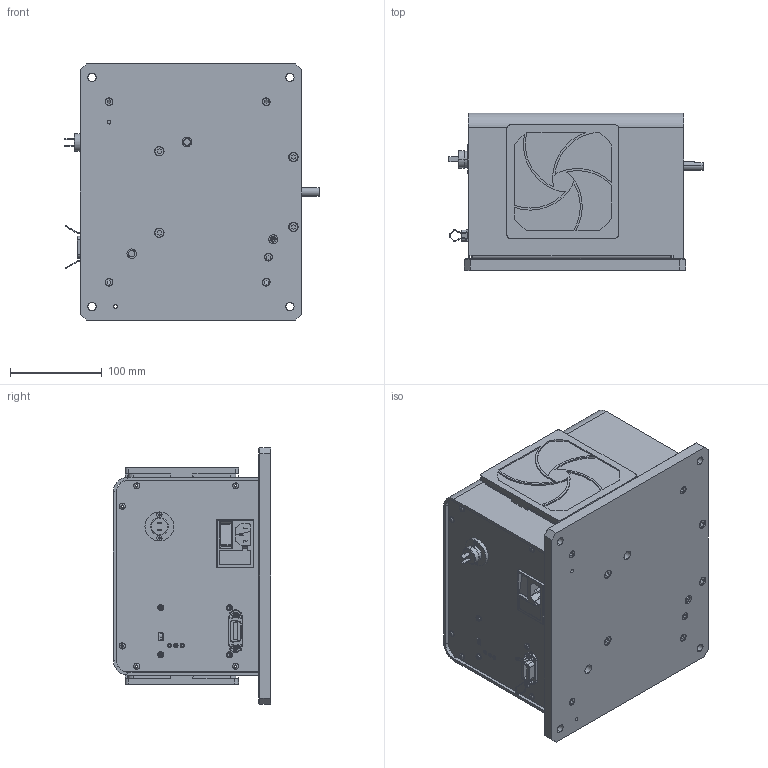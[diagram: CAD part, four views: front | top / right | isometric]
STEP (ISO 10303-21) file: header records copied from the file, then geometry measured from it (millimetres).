
FILE_DESCRIPTION (( 'STEP AP214' ), '1' );
FILE_NAME ('HD-505-0100_B_EF.STEP', '2014-05-21T19:21:47', ( 'magtrol' ), ( '' ), 'SwSTEP 2.0', 'SolidWorks 2014', '' );
FILE_SCHEMA (( 'AUTOMOTIVE_DESIGN' ));
Length unit declared in the file: inch
Products named in the file (1): HD-505-0100_B_EF
Bounding box: 278.23 x 171.45 x 279.4 mm (x, y, z)
Surface area: 496609.2 mm2 (no closed solid volume)
Topology: 0 solids, 59 shells, 685 faces, 2326 edges, 1683 vertices
Faces by surface type: plane 383, cylinder 221, torus 60, cone 21
Entity records: 34222 total; most frequent: CARTESIAN_POINT 4912, DIRECTION 4418, ORIENTED_EDGE 3603, EDGE_CURVE 2326, VERTEX_POINT 1683, VECTOR 1488, LINE 1488, AXIS2_PLACEMENT_3D 1465
